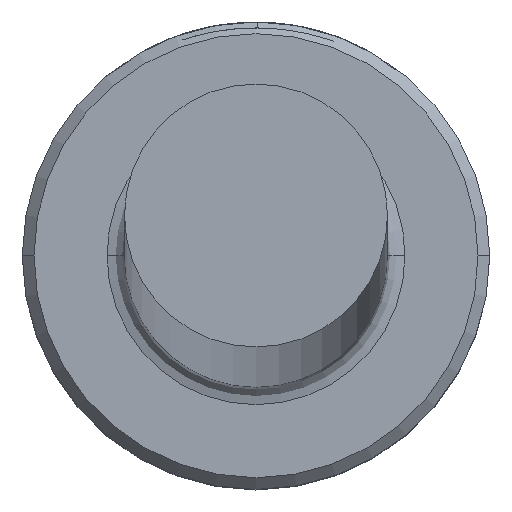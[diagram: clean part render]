
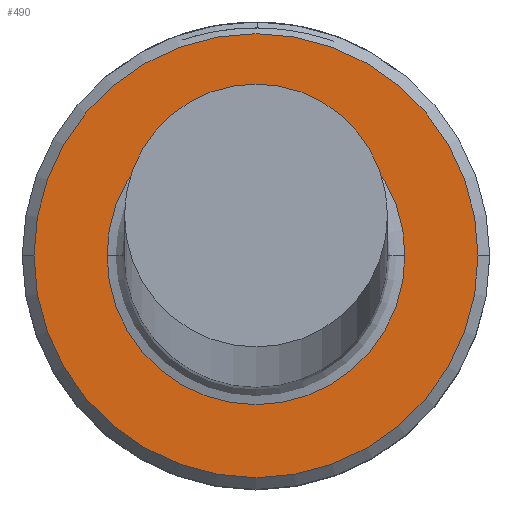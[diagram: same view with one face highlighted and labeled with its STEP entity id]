
A CAD part, top view. The second image highlights one B-rep face of the part: STEP entity #490.
In plain terms, the highlighted planar face has unit normal (0, 0, 1).
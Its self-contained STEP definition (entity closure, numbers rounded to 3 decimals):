
#12 = VERTEX_POINT ( 'NONE', #963 ) ;
#66 = CIRCLE ( 'NONE', #612, 3.8 ) ;
#154 = ORIENTED_EDGE ( 'NONE', *, *, #689, .T. ) ;
#238 = CARTESIAN_POINT ( 'NONE',  ( 0., 0., 6. ) ) ;
#314 = AXIS2_PLACEMENT_3D ( 'NONE', #238, #870, #341 ) ;
#341 = DIRECTION ( 'NONE',  ( -1., 0., 0. ) ) ;
#375 = DIRECTION ( 'NONE',  ( 0., 0., 1. ) ) ;
#384 = VERTEX_POINT ( 'NONE', #574 ) ;
#389 = AXIS2_PLACEMENT_3D ( 'NONE', #896, #375, #984 ) ;
#439 = AXIS2_PLACEMENT_3D ( 'NONE', #556, #650, #570 ) ;
#461 = DIRECTION ( 'NONE',  ( -1., 0., 0. ) ) ;
#467 = VERTEX_POINT ( 'NONE', #476 ) ;
#476 = CARTESIAN_POINT ( 'NONE',  ( -3.8, 0., 6. ) ) ;
#490 = ADVANCED_FACE ( 'NONE', ( #546, #576 ), #652, .T. ) ;
#546 = FACE_OUTER_BOUND ( 'NONE', #854, .T. ) ;
#549 = ORIENTED_EDGE ( 'NONE', *, *, #925, .T. ) ;
#556 = CARTESIAN_POINT ( 'NONE',  ( 0., 0., 6. ) ) ;
#570 = DIRECTION ( 'NONE',  ( 1., 0., 0. ) ) ;
#574 = CARTESIAN_POINT ( 'NONE',  ( 3.8, 0., 6. ) ) ;
#576 = FACE_BOUND ( 'NONE', #1076, .T. ) ;
#607 = EDGE_CURVE ( 'NONE', #384, #467, #66, .T. ) ;
#612 = AXIS2_PLACEMENT_3D ( 'NONE', #787, #782, #773 ) ;
#650 = DIRECTION ( 'NONE',  ( 0., 0., 1. ) ) ;
#652 = PLANE ( 'NONE',  #439 ) ;
#689 = EDGE_CURVE ( 'NONE', #1141, #12, #781, .T. ) ;
#709 = DIRECTION ( 'NONE',  ( 0., 0., -1. ) ) ;
#712 = CARTESIAN_POINT ( 'NONE',  ( 0., 0., 6. ) ) ;
#723 = CARTESIAN_POINT ( 'NONE',  ( 2.55, 0., 6. ) ) ;
#763 = ORIENTED_EDGE ( 'NONE', *, *, #1108, .T. ) ;
#766 = CIRCLE ( 'NONE', #314, 2.55 ) ;
#773 = DIRECTION ( 'NONE',  ( 1., 0., 0. ) ) ;
#781 = CIRCLE ( 'NONE', #853, 2.55 ) ;
#782 = DIRECTION ( 'NONE',  ( 0., 0., 1. ) ) ;
#787 = CARTESIAN_POINT ( 'NONE',  ( 0., 0., 6. ) ) ;
#853 = AXIS2_PLACEMENT_3D ( 'NONE', #712, #709, #461 ) ;
#854 = EDGE_LOOP ( 'NONE', ( #763, #929 ) ) ;
#870 = DIRECTION ( 'NONE',  ( 0., 0., -1. ) ) ;
#896 = CARTESIAN_POINT ( 'NONE',  ( 0., 0., 6. ) ) ;
#925 = EDGE_CURVE ( 'NONE', #12, #1141, #766, .T. ) ;
#929 = ORIENTED_EDGE ( 'NONE', *, *, #607, .T. ) ;
#963 = CARTESIAN_POINT ( 'NONE',  ( -2.55, 0., 6. ) ) ;
#972 = CIRCLE ( 'NONE', #389, 3.8 ) ;
#984 = DIRECTION ( 'NONE',  ( 1., 0., 0. ) ) ;
#1076 = EDGE_LOOP ( 'NONE', ( #549, #154 ) ) ;
#1108 = EDGE_CURVE ( 'NONE', #467, #384, #972, .T. ) ;
#1141 = VERTEX_POINT ( 'NONE', #723 ) ;
